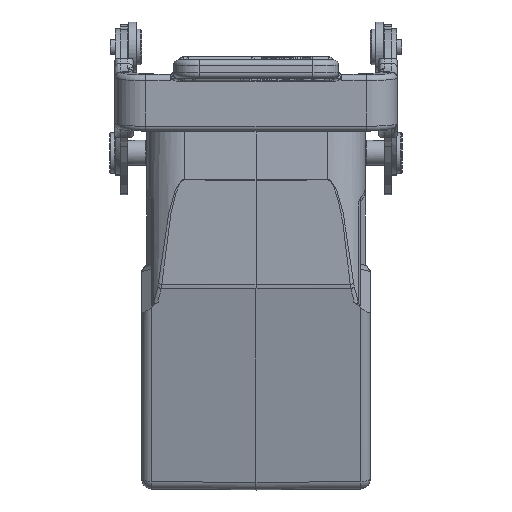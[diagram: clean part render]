
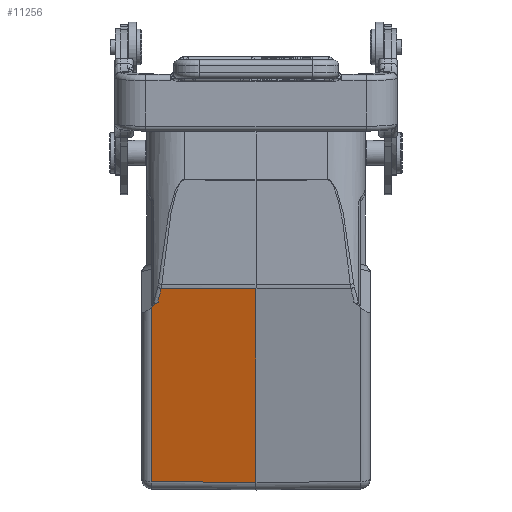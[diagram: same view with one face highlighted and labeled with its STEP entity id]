
A CAD part, left-side view. The second image highlights one B-rep face of the part: STEP entity #11256.
In plain terms, the highlighted planar face has unit normal (-0.966, 0.009, -0.259).
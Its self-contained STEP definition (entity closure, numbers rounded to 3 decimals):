
#9700=FACE_OUTER_BOUND('',#14458,.T.);
#11256=ADVANCED_FACE('',(#9700),#12088,.T.);
#12088=PLANE('',#36227);
#14458=EDGE_LOOP('',(#26285,#26286,#26287,#26288,#26289,#26290));
#16605=LINE('',#57172,#18946);
#16606=LINE('',#57176,#18947);
#16612=LINE('',#57276,#18953);
#16645=LINE('',#57550,#18986);
#16646=LINE('',#57552,#18987);
#18946=VECTOR('',#42954,1.);
#18947=VECTOR('',#42959,1.);
#18953=VECTOR('',#42993,1.);
#18986=VECTOR('',#43152,1.);
#18987=VECTOR('',#43155,1.);
#26285=ORIENTED_EDGE('',*,*,#32740,.T.);
#26286=ORIENTED_EDGE('',*,*,#32725,.F.);
#26287=ORIENTED_EDGE('',*,*,#32720,.F.);
#26288=ORIENTED_EDGE('',*,*,#32718,.T.);
#26289=ORIENTED_EDGE('',*,*,#32817,.F.);
#26290=ORIENTED_EDGE('',*,*,#32818,.T.);
#29057=VERTEX_POINT('',#57169);
#29058=VERTEX_POINT('',#57173);
#29059=VERTEX_POINT('',#57177);
#29063=VERTEX_POINT('',#57202);
#29068=VERTEX_POINT('',#57277);
#29100=VERTEX_POINT('',#57526);
#32718=EDGE_CURVE('',#29058,#29057,#16605,.T.);
#32720=EDGE_CURVE('',#29058,#29059,#16606,.T.);
#32725=EDGE_CURVE('',#29059,#29063,#33872,.T.);
#32740=EDGE_CURVE('',#29068,#29063,#16612,.T.);
#32817=EDGE_CURVE('',#29100,#29057,#16645,.T.);
#32818=EDGE_CURVE('',#29100,#29068,#16646,.T.);
#33872=CIRCLE('',#36151,46.25);
#36151=AXIS2_PLACEMENT_3D('',#57201,#42964,#42965);
#36227=AXIS2_PLACEMENT_3D('',#57553,#43156,#43157);
#42954=DIRECTION('',(0.259,0.,-0.966));
#42959=DIRECTION('',(-0.173,-0.765,0.62));
#42964=DIRECTION('',(0.966,-0.009,0.259));
#42965=DIRECTION('',(0.259,0.,-0.966));
#42993=DIRECTION('',(0.009,1.,0.002));
#43152=DIRECTION('',(0.007,1.,0.009));
#43155=DIRECTION('',(-0.259,0.,0.966));
#43156=DIRECTION('',(-0.966,0.009,-0.259));
#43157=DIRECTION('',(-0.259,0.,0.966));
#57169=CARTESIAN_POINT('',(-24.205,20.517,-70.339));
#57172=CARTESIAN_POINT('',(-33.383,20.517,-36.083));
#57173=CARTESIAN_POINT('',(-33.383,20.517,-36.083));
#57176=CARTESIAN_POINT('',(-33.383,20.517,-36.083));
#57177=CARTESIAN_POINT('',(-33.666,19.266,-35.069));
#57201=CARTESIAN_POINT('',(-31.836,-26.185,-43.434));
#57202=CARTESIAN_POINT('',(-34.389,18.655,-32.394));
#57276=CARTESIAN_POINT('',(-34.549,0.031,-32.422));
#57277=CARTESIAN_POINT('',(-34.55,0.,-32.423));
#57526=CARTESIAN_POINT('',(-24.342,0.,-70.518));
#57550=CARTESIAN_POINT('',(-24.342,-0.01,-70.518));
#57552=CARTESIAN_POINT('',(-24.342,0.,-70.518));
#57553=CARTESIAN_POINT('',(-23.945,0.,-72.));
